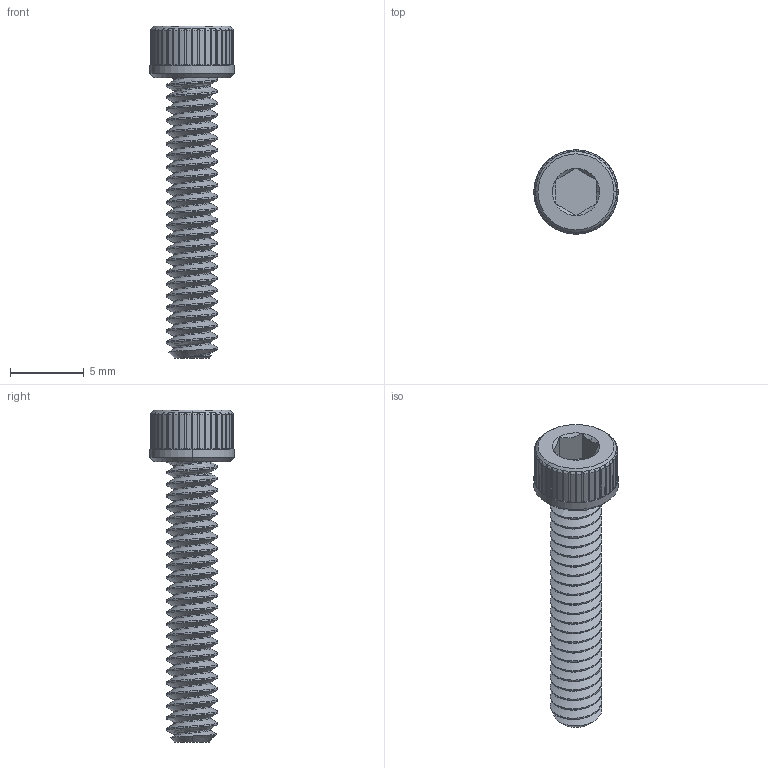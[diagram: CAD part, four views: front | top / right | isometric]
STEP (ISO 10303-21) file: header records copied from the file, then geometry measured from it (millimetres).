
FILE_DESCRIPTION (( 'STEP AP203' ), '1' );
FILE_NAME ('92185A151_Super-Corrosion-Resistant 316 Stainless Steel Socket Head Screw.STEP', '2024-04-17T16:02:00', ( 'McMaster Carr Supply' ), ( 'McMaster Carr Supply' ), 'SwSTEP 2.0', 'SolidWorks 2017', '' );
FILE_SCHEMA (( 'CONFIG_CONTROL_DESIGN' ));
Length unit declared in the file: inch
Products named in the file (1): 92185A151_Super-Corrosion-Resistant 316 Stainless Steel Socket Head Screw
Bounding box: 5.74 x 5.74 x 22.56 mm (x, y, z)
Volume: 209.6 mm3; surface area: 442.7 mm2
Topology: 1 solids, 1 shells, 280 faces, 729 edges, 453 vertices
Faces by surface type: cylinder 130, plane 130, cone 15, bspline 3, torus 2
Entity records: 13324 total; most frequent: CARTESIAN_POINT 6839, ORIENTED_EDGE 1458, DIRECTION 1236, EDGE_CURVE 729, AXIS2_PLACEMENT_3D 463, VERTEX_POINT 453, LINE 310, VECTOR 310
